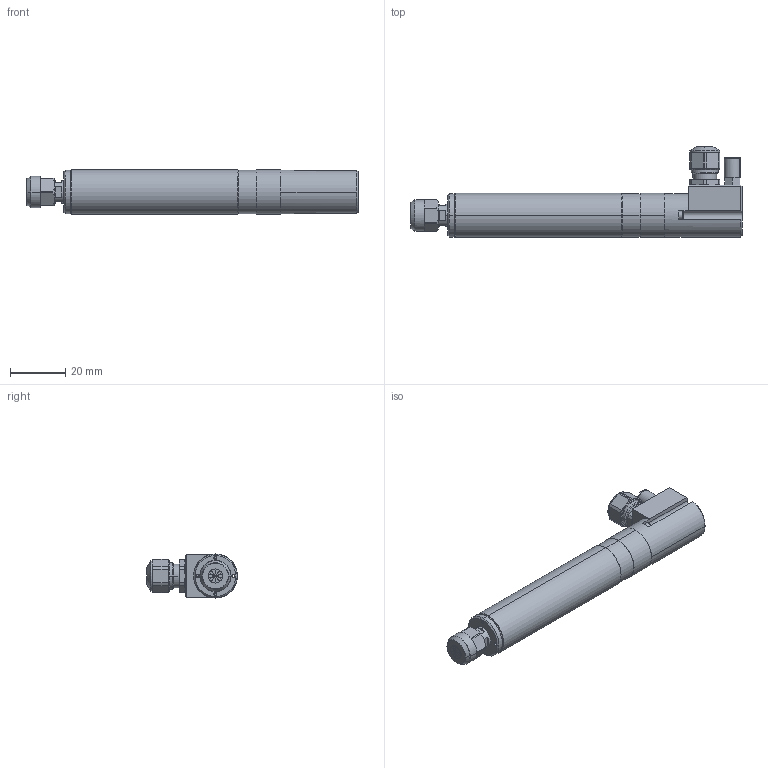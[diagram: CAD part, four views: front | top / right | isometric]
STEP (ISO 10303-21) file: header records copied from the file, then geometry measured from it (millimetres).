
FILE_DESCRIPTION (( 'STEP AP203' ), '1' );
FILE_NAME ('016S100S-00B.STEP', '2014-09-30T04:27:03', ( '' ), ( '' ), 'SwSTEP 2.0', 'SolidWorks 2014', '' );
FILE_SCHEMA (( 'CONFIG_CONTROL_DESIGN' ));
Length unit declared in the file: millimetre
Products named in the file (1): 016S100S-00B
Bounding box: 120.47 x 33 x 16 mm (x, y, z)
Surface area: 9580.6 mm2 (no closed solid volume)
Topology: 0 solids, 16 shells, 262 faces, 834 edges, 585 vertices
Faces by surface type: plane 128, cylinder 91, cone 29, torus 14
Entity records: 9433 total; most frequent: CARTESIAN_POINT 1921, DIRECTION 1638, ORIENTED_EDGE 1369, EDGE_CURVE 830, AXIS2_PLACEMENT_3D 594, VERTEX_POINT 585, VECTOR 450, LINE 450
